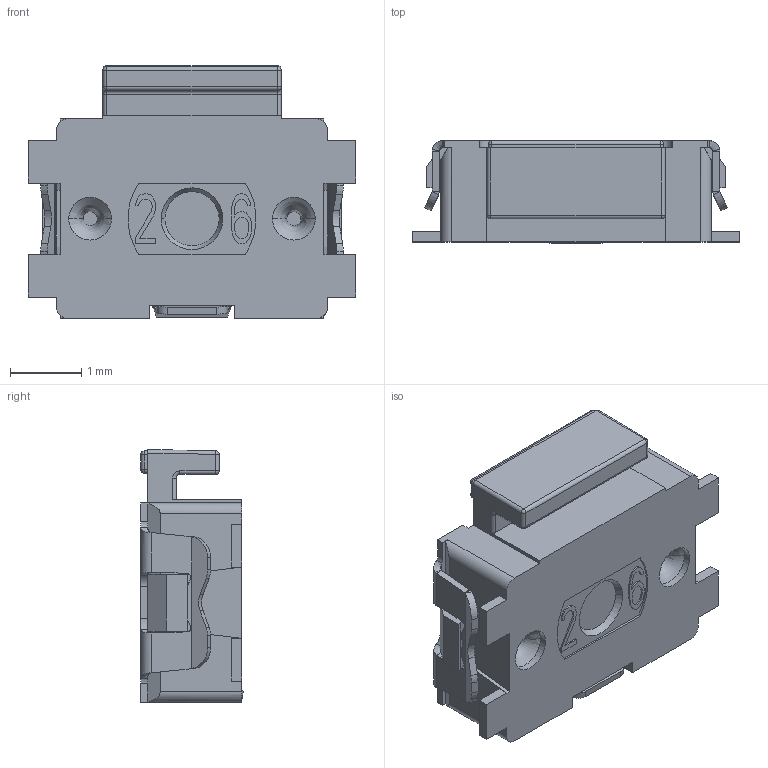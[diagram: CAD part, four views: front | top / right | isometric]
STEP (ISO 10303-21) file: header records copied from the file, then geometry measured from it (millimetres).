
FILE_DESCRIPTION((''),'2;1');
FILE_NAME('KMS_STD_GVVSOK_SW0001','2013-01-17T',('lb9412d'),(''),'PRO/ENGINEER BY PARAMETRIC TECHNOLOGY CORPORATION, 2009090','PRO/ENGINEER BY PARAMETRIC TECHNOLOGY CORPORATION, 2009090','');
FILE_SCHEMA(('CONFIG_CONTROL_DESIGN'));
Length unit declared in the file: millimetre
Products named in the file (1): KMS_STD_GVVSOK_SW0001
Bounding box: 4.6 x 1.44 x 3.55 mm (x, y, z)
Volume: 16.3 mm3; surface area: 61.9 mm2
Topology: 1 solids, 1 shells, 362 faces, 966 edges, 610 vertices
Faces by surface type: plane 237, cylinder 89, bspline 18, sphere 10, torus 6, cone 2
Entity records: 11897 total; most frequent: CARTESIAN_POINT 2861, ORIENTED_EDGE 1932, DIRECTION 1782, EDGE_CURVE 966, VECTOR 742, LINE 742, VERTEX_POINT 610, AXIS2_PLACEMENT_3D 520
